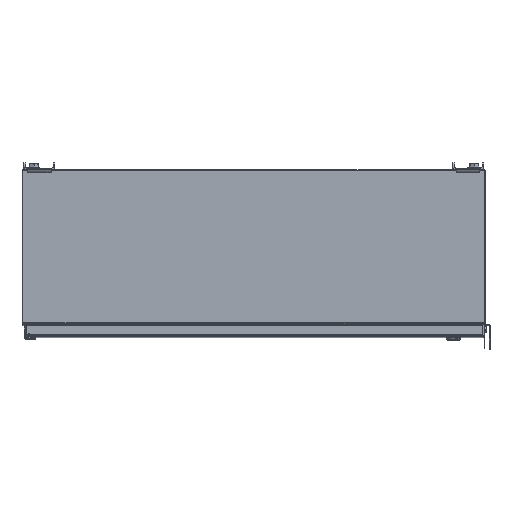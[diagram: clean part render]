
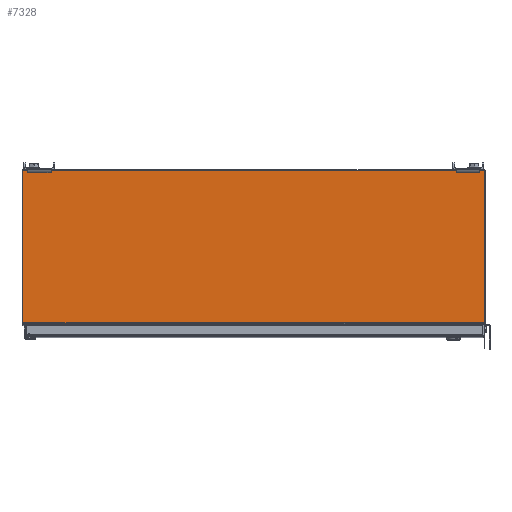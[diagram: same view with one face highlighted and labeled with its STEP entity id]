
A CAD part, top view. The second image highlights one B-rep face of the part: STEP entity #7328.
In plain terms, the highlighted planar face has unit normal (0, 0, 1).
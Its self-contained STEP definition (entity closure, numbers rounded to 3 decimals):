
#7328 = ADVANCED_FACE( '', ( #15412 ), #15413, .T. );
#15412 = FACE_OUTER_BOUND( '', #40671, .T. );
#15413 = PLANE( '', #40672 );
#40671 = EDGE_LOOP( '', ( #76704, #76705, #76706, #76707 ) );
#40672 = AXIS2_PLACEMENT_3D( '', #76708, #76709, #76710 );
#76704 = ORIENTED_EDGE( '', *, *, #90095, .T. );
#76705 = ORIENTED_EDGE( '', *, *, #95434, .T. );
#76706 = ORIENTED_EDGE( '', *, *, #96073, .T. );
#76707 = ORIENTED_EDGE( '', *, *, #95012, .T. );
#76708 = CARTESIAN_POINT( '', ( 0., 0., 0. ) );
#76709 = DIRECTION( '', ( 0., 0., 1. ) );
#76710 = DIRECTION( '', ( 1., 0., 0. ) );
#90095 = EDGE_CURVE( '', #99981, #99979, #99982, .T. );
#95012 = EDGE_CURVE( '', #107831, #99981, #107832, .T. );
#95434 = EDGE_CURVE( '', #99979, #108425, #108427, .T. );
#96073 = EDGE_CURVE( '', #108425, #107831, #109298, .T. );
#99979 = VERTEX_POINT( '', #115528 );
#99981 = VERTEX_POINT( '', #115530 );
#99982 = LINE( '', #115531, #115532 );
#107831 = VERTEX_POINT( '', #136359 );
#107832 = LINE( '', #136360, #136361 );
#108425 = VERTEX_POINT( '', #137824 );
#108427 = LINE( '', #137826, #137827 );
#109298 = LINE( '', #140283, #140284 );
#115528 = CARTESIAN_POINT( '', ( -379.476, -123.901, 0. ) );
#115530 = CARTESIAN_POINT( '', ( -379.476, 126.238, 0. ) );
#115531 = CARTESIAN_POINT( '', ( -379.476, 126.238, 0. ) );
#115532 = VECTOR( '', #147685, 1000. );
#136359 = CARTESIAN_POINT( '', ( 379.476, 126.238, 0. ) );
#136360 = CARTESIAN_POINT( '', ( 379.476, 126.238, 0. ) );
#136361 = VECTOR( '', #150957, 1000. );
#137824 = CARTESIAN_POINT( '', ( 379.476, -123.901, 0. ) );
#137826 = CARTESIAN_POINT( '', ( -379.476, -123.901, 0. ) );
#137827 = VECTOR( '', #151215, 1000. );
#140283 = CARTESIAN_POINT( '', ( 379.476, -126.238, 0. ) );
#140284 = VECTOR( '', #151561, 1000. );
#147685 = DIRECTION( '', ( 0., -1., 0. ) );
#150957 = DIRECTION( '', ( -1., 0., 0. ) );
#151215 = DIRECTION( '', ( 1., 0., 0. ) );
#151561 = DIRECTION( '', ( 0., 1., 0. ) );
